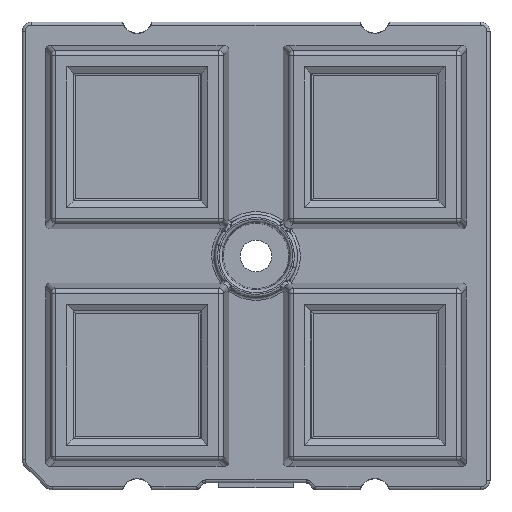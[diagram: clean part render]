
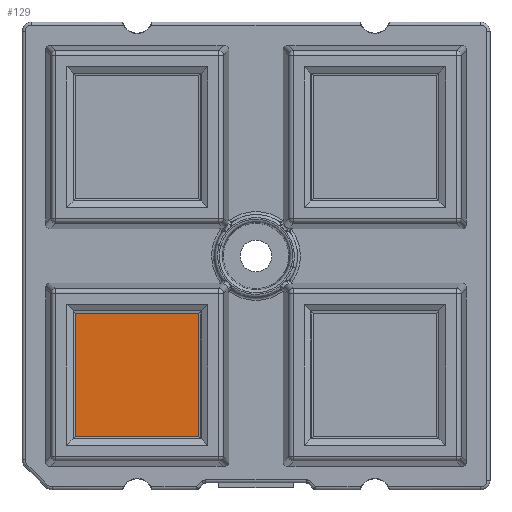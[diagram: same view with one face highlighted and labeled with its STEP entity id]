
A CAD part, top view. The second image highlights one B-rep face of the part: STEP entity #129.
In plain terms, the highlighted planar face has unit normal (0, 0, 1).
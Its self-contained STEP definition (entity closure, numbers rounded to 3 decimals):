
#65=CARTESIAN_POINT('Control Point',(-6.574,-18.826,7.339)) ;
#66=CARTESIAN_POINT('Control Point',(6.574,-18.826,7.339)) ;
#67=CARTESIAN_POINT('Vertex',(-6.574,-18.826,7.339)) ;
#69=CARTESIAN_POINT('Vertex',(6.574,-18.826,7.339)) ;
#99=CARTESIAN_POINT('Axis2P3D Location',(0.,0.,7.339)) ;
#104=CARTESIAN_POINT('Line Origine',(6.574,-25.4,7.339)) ;
#108=CARTESIAN_POINT('Vertex',(6.574,-31.974,7.339)) ;
#111=CARTESIAN_POINT('Line Origine',(-6.574,-25.4,7.339)) ;
#115=CARTESIAN_POINT('Vertex',(-6.574,-31.974,7.339)) ;
#118=CARTESIAN_POINT('Line Origine',(0.,-31.974,7.339)) ;
#100=DIRECTION('Axis2P3D Direction',(0.,0.,-1.)) ;
#101=DIRECTION('Axis2P3D XDirection',(1.,0.,0.)) ;
#105=DIRECTION('Vector Direction',(0.,1.,0.)) ;
#112=DIRECTION('Vector Direction',(0.,1.,0.)) ;
#119=DIRECTION('Vector Direction',(1.,0.,0.)) ;
#102=AXIS2_PLACEMENT_3D('Plane Axis2P3D',#99,#100,#101) ;
#124=ORIENTED_EDGE('',*,*,#110,.T.) ;
#125=ORIENTED_EDGE('',*,*,#71,.F.) ;
#126=ORIENTED_EDGE('',*,*,#117,.F.) ;
#127=ORIENTED_EDGE('',*,*,#122,.T.) ;
#106=VECTOR('Line Direction',#105,1.) ;
#113=VECTOR('Line Direction',#112,1.) ;
#120=VECTOR('Line Direction',#119,1.) ;
#129=ADVANCED_FACE('C12361_HB-2x2 mech model',(#128),#103,.F.) ;
#64=B_SPLINE_CURVE_WITH_KNOTS('',1,(#65,#66),.UNSPECIFIED.,.F.,.U.,(2,2),(12.86,24.813),.UNSPECIFIED.) ;
#71=EDGE_CURVE('',#68,#70,#64,.T.) ;
#110=EDGE_CURVE('',#109,#70,#107,.T.) ;
#117=EDGE_CURVE('',#116,#68,#114,.T.) ;
#122=EDGE_CURVE('',#116,#109,#121,.T.) ;
#123=EDGE_LOOP('',(#124,#125,#126,#127)) ;
#128=FACE_OUTER_BOUND('',#123,.T.) ;
#107=LINE('Line',#104,#106) ;
#114=LINE('Line',#111,#113) ;
#121=LINE('Line',#118,#120) ;
#103=PLANE('',#102) ;
#68=VERTEX_POINT('',#67) ;
#70=VERTEX_POINT('',#69) ;
#109=VERTEX_POINT('',#108) ;
#116=VERTEX_POINT('',#115) ;
